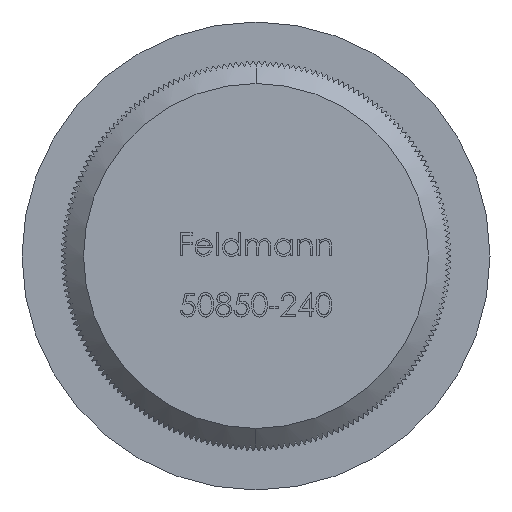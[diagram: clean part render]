
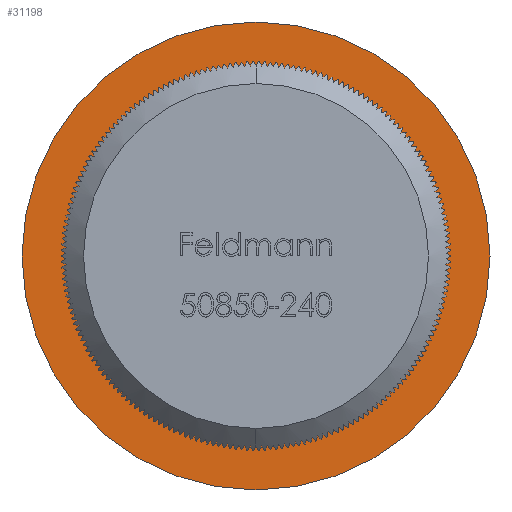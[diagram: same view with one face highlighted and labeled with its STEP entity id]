
A CAD part, front view. The second image highlights one B-rep face of the part: STEP entity #31198.
In plain terms, the highlighted planar face has unit normal (0, -1, 0).
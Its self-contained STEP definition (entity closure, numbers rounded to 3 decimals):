
#203 = EDGE_CURVE ( 'NONE', #33989, #33668, #38709, .T. ) ;
#286 = ORIENTED_EDGE ( 'NONE', *, *, #203, .F. ) ;
#4143 = CARTESIAN_POINT ( 'NONE',  ( 0., 5., 8.65 ) ) ;
#4266 = EDGE_CURVE ( 'NONE', #33668, #33989, #28694, .T. ) ;
#4279 = PLANE ( 'NONE',  #10872 ) ;
#4282 = AXIS2_PLACEMENT_3D ( 'NONE', #33019, #5804, #29849 ) ;
#5804 = DIRECTION ( 'NONE',  ( 0., -1., 0. ) ) ;
#6864 = DIRECTION ( 'NONE',  ( 0., 0., -1. ) ) ;
#7048 = CIRCLE ( 'NONE', #4282, 10.65 ) ;
#8732 = EDGE_LOOP ( 'NONE', ( #28912, #21942 ) ) ;
#8951 = AXIS2_PLACEMENT_3D ( 'NONE', #35148, #26097, #35406 ) ;
#9871 = CARTESIAN_POINT ( 'NONE',  ( 10.65, 5., 0. ) ) ;
#10451 = FACE_BOUND ( 'NONE', #16535, .T. ) ;
#10872 = AXIS2_PLACEMENT_3D ( 'NONE', #9871, #19299, #31640 ) ;
#11062 = DIRECTION ( 'NONE',  ( 0., -1., 0. ) ) ;
#16535 = EDGE_LOOP ( 'NONE', ( #286, #29484 ) ) ;
#16959 = DIRECTION ( 'NONE',  ( 0., 0., -1. ) ) ;
#18466 = CARTESIAN_POINT ( 'NONE',  ( 0., 5., 0. ) ) ;
#18590 = AXIS2_PLACEMENT_3D ( 'NONE', #38022, #11062, #16959 ) ;
#19299 = DIRECTION ( 'NONE',  ( 0., -1., 0. ) ) ;
#20412 = FACE_OUTER_BOUND ( 'NONE', #8732, .T. ) ;
#20715 = CARTESIAN_POINT ( 'NONE',  ( 0., 5., -8.65 ) ) ;
#21942 = ORIENTED_EDGE ( 'NONE', *, *, #22779, .T. ) ;
#22779 = EDGE_CURVE ( 'NONE', #26145, #33692, #7048, .T. ) ;
#26097 = DIRECTION ( 'NONE',  ( 0., -1., 0. ) ) ;
#26145 = VERTEX_POINT ( 'NONE', #39114 ) ;
#27740 = DIRECTION ( 'NONE',  ( 0., -1., 0. ) ) ;
#28570 = CARTESIAN_POINT ( 'NONE',  ( 0., 5., -10.65 ) ) ;
#28694 = CIRCLE ( 'NONE', #33392, 8.65 ) ;
#28912 = ORIENTED_EDGE ( 'NONE', *, *, #38593, .T. ) ;
#29484 = ORIENTED_EDGE ( 'NONE', *, *, #4266, .F. ) ;
#29849 = DIRECTION ( 'NONE',  ( 0., 0., -1. ) ) ;
#31198 = ADVANCED_FACE ( 'NONE', ( #10451, #20412 ), #4279, .T. ) ;
#31481 = CIRCLE ( 'NONE', #8951, 10.65 ) ;
#31640 = DIRECTION ( 'NONE',  ( 0., 0., -1. ) ) ;
#33019 = CARTESIAN_POINT ( 'NONE',  ( 0., 5., 0. ) ) ;
#33392 = AXIS2_PLACEMENT_3D ( 'NONE', #18466, #27740, #6864 ) ;
#33668 = VERTEX_POINT ( 'NONE', #4143 ) ;
#33692 = VERTEX_POINT ( 'NONE', #28570 ) ;
#33989 = VERTEX_POINT ( 'NONE', #20715 ) ;
#35148 = CARTESIAN_POINT ( 'NONE',  ( 0., 5., 0. ) ) ;
#35406 = DIRECTION ( 'NONE',  ( 0., 0., -1. ) ) ;
#38022 = CARTESIAN_POINT ( 'NONE',  ( 0., 5., 0. ) ) ;
#38593 = EDGE_CURVE ( 'NONE', #33692, #26145, #31481, .T. ) ;
#38709 = CIRCLE ( 'NONE', #18590, 8.65 ) ;
#39114 = CARTESIAN_POINT ( 'NONE',  ( 0., 5., 10.65 ) ) ;
